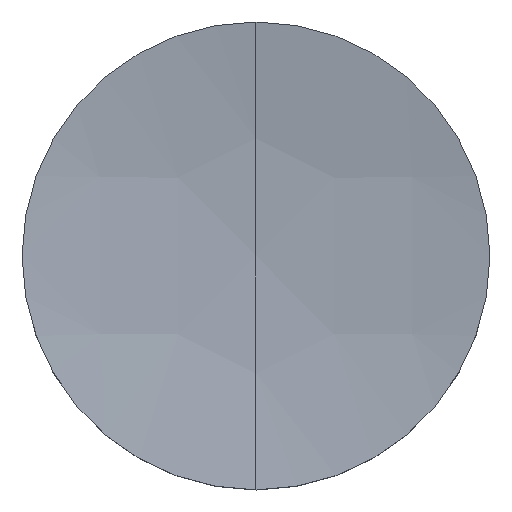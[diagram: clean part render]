
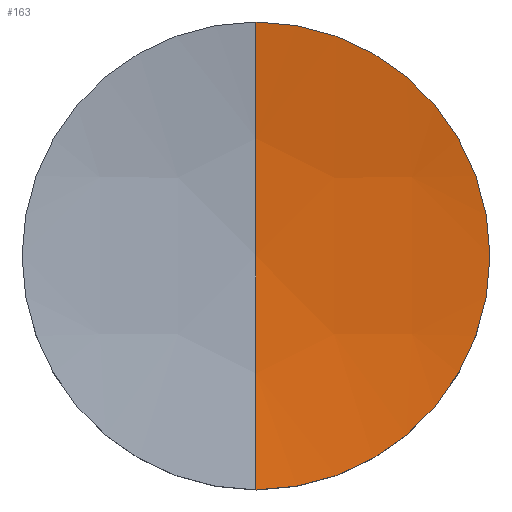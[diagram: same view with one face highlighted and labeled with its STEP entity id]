
A CAD part, top view. The second image highlights one B-rep face of the part: STEP entity #163.
In plain terms, the highlighted free-form (B-spline) face has degree [3, 3] with [4, 4] control points.
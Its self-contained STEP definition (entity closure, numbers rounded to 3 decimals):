
#2 = CIRCLE ( 'NONE', #9, 12.7 ) ;
#9 = AXIS2_PLACEMENT_3D ( 'NONE', #40, #206, #165 ) ;
#10 = DIRECTION ( 'NONE',  ( -1., 0., 0. ) ) ;
#12 = CARTESIAN_POINT ( 'NONE',  ( 4.224, 12.851, 4.76 ) ) ;
#28 = CARTESIAN_POINT ( 'NONE',  ( 12.834, 4.323, 4.396 ) ) ;
#30 = CARTESIAN_POINT ( 'NONE',  ( 0., 0., 82.14 ) ) ;
#31 = CARTESIAN_POINT ( 'NONE',  ( 0., -12.851, 4.76 ) ) ;
#34 = CARTESIAN_POINT ( 'NONE',  ( 12.603, 12.851, 5.793 ) ) ;
#37 = VERTEX_POINT ( 'NONE', #200 ) ;
#40 = CARTESIAN_POINT ( 'NONE',  ( 0., 0., 4.735 ) ) ;
#51 = EDGE_LOOP ( 'NONE', ( #283, #153, #277 ) ) ;
#53 = CARTESIAN_POINT ( 'NONE',  ( 4.302, 4.323, 3.343 ) ) ;
#56 = CARTESIAN_POINT ( 'NONE',  ( 8.435, -12.851, 5.105 ) ) ;
#80 = CARTESIAN_POINT ( 'NONE',  ( 8.589, -4.323, 3.695 ) ) ;
#82 = CARTESIAN_POINT ( 'NONE',  ( 0., -12.7, 4.735 ) ) ;
#83 = CARTESIAN_POINT ( 'NONE',  ( 12.603, -12.851, 5.793 ) ) ;
#90 = AXIS2_PLACEMENT_3D ( 'NONE', #252, #189, #268 ) ;
#103 = CARTESIAN_POINT ( 'NONE',  ( 0., 4.323, 3.343 ) ) ;
#113 = EDGE_CURVE ( 'NONE', #140, #115, #240, .T. ) ;
#115 = VERTEX_POINT ( 'NONE', #82 ) ;
#123 = FACE_OUTER_BOUND ( 'NONE', #51, .T. ) ;
#127 = CARTESIAN_POINT ( 'NONE',  ( 12.834, -4.323, 4.396 ) ) ;
#140 = VERTEX_POINT ( 'NONE', #237 ) ;
#151 = CARTESIAN_POINT ( 'NONE',  ( 8.435, 12.851, 5.105 ) ) ;
#153 = ORIENTED_EDGE ( 'NONE', *, *, #113, .T. ) ;
#157 = CIRCLE ( 'NONE', #90, 12.7 ) ;
#163 = ADVANCED_FACE ( 'NONE', ( #123 ), #183, .F. ) ;
#165 = DIRECTION ( 'NONE',  ( 1., 0., 0. ) ) ;
#177 = CARTESIAN_POINT ( 'NONE',  ( 4.302, -4.323, 3.343 ) ) ;
#183 =( BOUNDED_SURFACE ( )  B_SPLINE_SURFACE ( 3, 3, ( 
 ( #34, #151, #12, #201 ),
 ( #28, #258, #53, #103 ),
 ( #127, #80, #177, #239 ),
 ( #83, #56, #280, #31 ) ),
 .UNSPECIFIED., .F., .F., .F. ) 
 B_SPLINE_SURFACE_WITH_KNOTS ( ( 4, 4 ),
 ( 4, 4 ),
 ( 0., 1. ),
 ( 0., 1. ),
 .UNSPECIFIED. ) 
 GEOMETRIC_REPRESENTATION_ITEM ( )  RATIONAL_B_SPLINE_SURFACE ( (
 ( 1., 0.998, 0.998, 1.),
 ( 0.991, 0.989, 0.989, 0.991),
 ( 0.991, 0.989, 0.989, 0.991),
 ( 1., 0.998, 0.998, 1.) ) ) 
 REPRESENTATION_ITEM ( '' )  SURFACE ( )  );
#189 = DIRECTION ( 'NONE',  ( 0., 0., -1. ) ) ;
#200 = CARTESIAN_POINT ( 'NONE',  ( 12.7, 0., 4.735 ) ) ;
#201 = CARTESIAN_POINT ( 'NONE',  ( 0., 12.851, 4.76 ) ) ;
#206 = DIRECTION ( 'NONE',  ( 0., 0., -1. ) ) ;
#208 = AXIS2_PLACEMENT_3D ( 'NONE', #30, #10, #281 ) ;
#236 = EDGE_CURVE ( 'NONE', #140, #37, #157, .T. ) ;
#237 = CARTESIAN_POINT ( 'NONE',  ( 0., 12.7, 4.735 ) ) ;
#239 = CARTESIAN_POINT ( 'NONE',  ( 0., -4.323, 3.343 ) ) ;
#240 = CIRCLE ( 'NONE', #208, 78.44 ) ;
#252 = CARTESIAN_POINT ( 'NONE',  ( 0., 0., 4.735 ) ) ;
#258 = CARTESIAN_POINT ( 'NONE',  ( 8.589, 4.323, 3.695 ) ) ;
#268 = DIRECTION ( 'NONE',  ( 1., 0., 0. ) ) ;
#277 = ORIENTED_EDGE ( 'NONE', *, *, #284, .F. ) ;
#280 = CARTESIAN_POINT ( 'NONE',  ( 4.224, -12.851, 4.76 ) ) ;
#281 = DIRECTION ( 'NONE',  ( 0., 1., 0. ) ) ;
#283 = ORIENTED_EDGE ( 'NONE', *, *, #236, .F. ) ;
#284 = EDGE_CURVE ( 'NONE', #37, #115, #2, .T. ) ;
